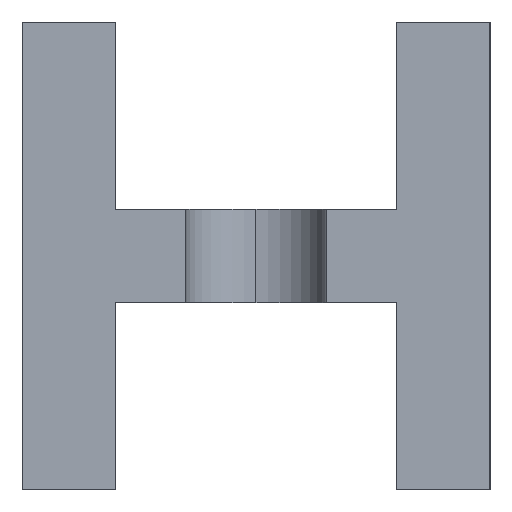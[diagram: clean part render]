
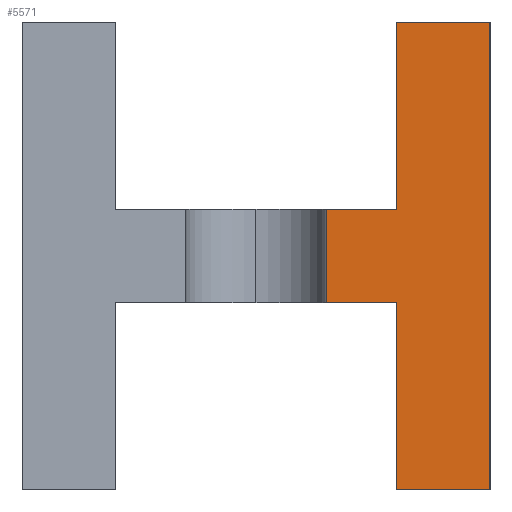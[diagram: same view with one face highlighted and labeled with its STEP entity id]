
A CAD part, left-side view. The second image highlights one B-rep face of the part: STEP entity #5571.
In plain terms, the highlighted planar face has unit normal (-1, 0, 0).
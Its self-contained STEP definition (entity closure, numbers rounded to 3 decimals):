
#36 = CARTESIAN_POINT ( 'NONE',  ( 0., 3.5, 4. ) ) ;
#213 = VECTOR ( 'NONE', #6532, 1000. ) ;
#413 = VECTOR ( 'NONE', #3972, 1000. ) ;
#507 = VERTEX_POINT ( 'NONE', #1693 ) ;
#508 = VERTEX_POINT ( 'NONE', #1594 ) ;
#584 = VERTEX_POINT ( 'NONE', #998 ) ;
#608 = CARTESIAN_POINT ( 'NONE',  ( 0., 0., 0. ) ) ;
#616 = VERTEX_POINT ( 'NONE', #608 ) ;
#842 = LINE ( 'NONE', #6852, #2559 ) ;
#903 = EDGE_LOOP ( 'NONE', ( #1047, #1236, #1264, #1433, #1439, #1564, #1625, #1666 ) ) ;
#988 = DIRECTION ( 'NONE',  ( 0., 0., 1. ) ) ;
#998 = CARTESIAN_POINT ( 'NONE',  ( 0., 2., 6. ) ) ;
#1015 = DIRECTION ( 'NONE',  ( -1., 0., 0. ) ) ;
#1047 = ORIENTED_EDGE ( 'NONE', *, *, #5890, .F. ) ;
#1236 = ORIENTED_EDGE ( 'NONE', *, *, #5942, .F. ) ;
#1264 = ORIENTED_EDGE ( 'NONE', *, *, #6092, .F. ) ;
#1336 = PLANE ( 'NONE',  #4396 ) ;
#1365 = LINE ( 'NONE', #3869, #7265 ) ;
#1390 = VERTEX_POINT ( 'NONE', #6742 ) ;
#1433 = ORIENTED_EDGE ( 'NONE', *, *, #6177, .F. ) ;
#1439 = ORIENTED_EDGE ( 'NONE', *, *, #6298, .F. ) ;
#1564 = ORIENTED_EDGE ( 'NONE', *, *, #6401, .F. ) ;
#1594 = CARTESIAN_POINT ( 'NONE',  ( 0., 2., 4. ) ) ;
#1623 = DIRECTION ( 'NONE',  ( 0., 0., 1. ) ) ;
#1625 = ORIENTED_EDGE ( 'NONE', *, *, #6486, .F. ) ;
#1666 = ORIENTED_EDGE ( 'NONE', *, *, #6778, .F. ) ;
#1667 = CARTESIAN_POINT ( 'NONE',  ( 0., 0., 0. ) ) ;
#1693 = CARTESIAN_POINT ( 'NONE',  ( 0., 0., 10. ) ) ;
#1823 = CARTESIAN_POINT ( 'NONE',  ( 0., 2., 0. ) ) ;
#1851 = DIRECTION ( 'NONE',  ( 0., 1., 0. ) ) ;
#1956 = LINE ( 'NONE', #6793, #213 ) ;
#2559 = VECTOR ( 'NONE', #6658, 1000. ) ;
#3030 = LINE ( 'NONE', #5995, #7424 ) ;
#3241 = CARTESIAN_POINT ( 'NONE',  ( 0., 2., 10. ) ) ;
#3487 = VERTEX_POINT ( 'NONE', #5767 ) ;
#3587 = CARTESIAN_POINT ( 'NONE',  ( 0., 2., 0. ) ) ;
#3716 = DIRECTION ( 'NONE',  ( 0., 0., 1. ) ) ;
#3869 = CARTESIAN_POINT ( 'NONE',  ( 0., 2., 4. ) ) ;
#3923 = CARTESIAN_POINT ( 'NONE',  ( 0., 2., 6. ) ) ;
#3972 = DIRECTION ( 'NONE',  ( 0., -1., 0. ) ) ;
#4365 = VECTOR ( 'NONE', #7478, 1000. ) ;
#4396 = AXIS2_PLACEMENT_3D ( 'NONE', #1667, #1015, #988 ) ;
#4548 = LINE ( 'NONE', #7578, #4365 ) ;
#4555 = LINE ( 'NONE', #36, #7524 ) ;
#5249 = VECTOR ( 'NONE', #1851, 1000. ) ;
#5571 = ADVANCED_FACE ( 'NONE', ( #6378 ), #1336, .T. ) ;
#5767 = CARTESIAN_POINT ( 'NONE',  ( 0., 3.5, 6. ) ) ;
#5890 = EDGE_CURVE ( 'NONE', #1390, #3487, #4555, .T. ) ;
#5942 = EDGE_CURVE ( 'NONE', #508, #1390, #842, .T. ) ;
#5989 = DIRECTION ( 'NONE',  ( 0., 0., 1. ) ) ;
#5995 = CARTESIAN_POINT ( 'NONE',  ( 0., 2., 10. ) ) ;
#6092 = EDGE_CURVE ( 'NONE', #6830, #508, #1365, .T. ) ;
#6108 = VERTEX_POINT ( 'NONE', #3241 ) ;
#6177 = EDGE_CURVE ( 'NONE', #616, #6830, #7434, .T. ) ;
#6298 = EDGE_CURVE ( 'NONE', #507, #616, #4548, .T. ) ;
#6378 = FACE_OUTER_BOUND ( 'NONE', #903, .T. ) ;
#6401 = EDGE_CURVE ( 'NONE', #6108, #507, #1956, .T. ) ;
#6486 = EDGE_CURVE ( 'NONE', #584, #6108, #3030, .T. ) ;
#6532 = DIRECTION ( 'NONE',  ( 0., -1., 0. ) ) ;
#6632 = LINE ( 'NONE', #3923, #413 ) ;
#6658 = DIRECTION ( 'NONE',  ( 0., 1., 0. ) ) ;
#6742 = CARTESIAN_POINT ( 'NONE',  ( 0., 3.5, 4. ) ) ;
#6778 = EDGE_CURVE ( 'NONE', #3487, #584, #6632, .T. ) ;
#6793 = CARTESIAN_POINT ( 'NONE',  ( 0., 0., 10. ) ) ;
#6830 = VERTEX_POINT ( 'NONE', #3587 ) ;
#6852 = CARTESIAN_POINT ( 'NONE',  ( 0., 8., 4. ) ) ;
#7265 = VECTOR ( 'NONE', #3716, 1000. ) ;
#7424 = VECTOR ( 'NONE', #5989, 1000. ) ;
#7434 = LINE ( 'NONE', #1823, #5249 ) ;
#7478 = DIRECTION ( 'NONE',  ( 0., 0., -1. ) ) ;
#7524 = VECTOR ( 'NONE', #1623, 1000. ) ;
#7578 = CARTESIAN_POINT ( 'NONE',  ( 0., 0., 0. ) ) ;
